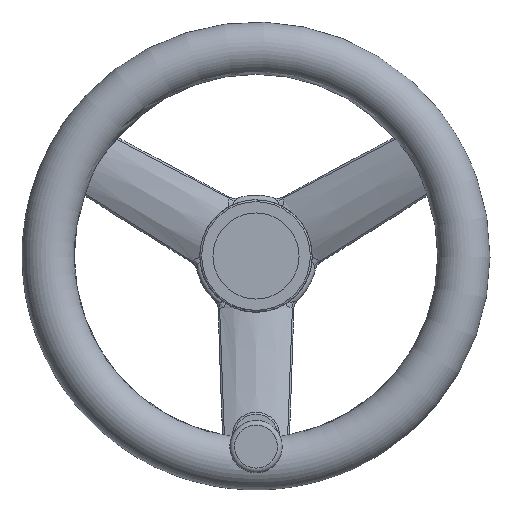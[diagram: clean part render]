
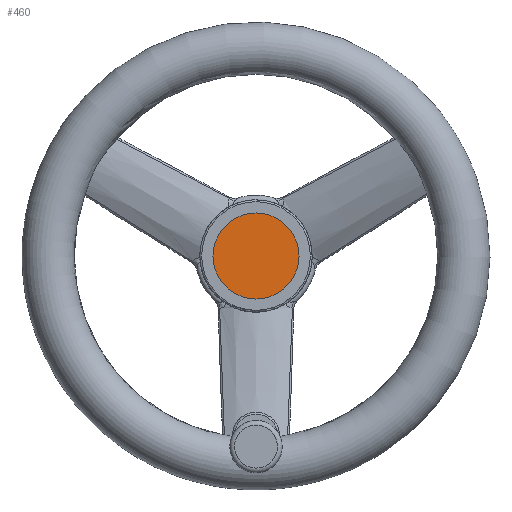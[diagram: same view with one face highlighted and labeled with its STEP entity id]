
A CAD part, top view. The second image highlights one B-rep face of the part: STEP entity #460.
In plain terms, the highlighted planar face has unit normal (0, 0, 1).
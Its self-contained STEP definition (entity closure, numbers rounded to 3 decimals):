
#460 = ADVANCED_FACE( '', ( #1016 ), #1017, .T. );
#1016 = FACE_OUTER_BOUND( '', #3957, .T. );
#1017 = PLANE( '', #3958 );
#3957 = EDGE_LOOP( '', ( #5995 ) );
#3958 = AXIS2_PLACEMENT_3D( '', #5996, #5997, #5998 );
#5995 = ORIENTED_EDGE( '', *, *, #7020, .T. );
#5996 = CARTESIAN_POINT( '', ( 0., 0., 32.12 ) );
#5997 = DIRECTION( '', ( 0., 0., 1. ) );
#5998 = DIRECTION( '', ( 1., 0., 0. ) );
#7020 = EDGE_CURVE( '', #7894, #7894, #7895, .T. );
#7894 = VERTEX_POINT( '', #11895 );
#7895 = CIRCLE( '', #11896, 23. );
#11895 = CARTESIAN_POINT( '', ( 23., 0., 32.12 ) );
#11896 = AXIS2_PLACEMENT_3D( '', #12678, #12679, #12680 );
#12678 = CARTESIAN_POINT( '', ( 0., 0., 32.12 ) );
#12679 = DIRECTION( '', ( 0., 0., 1. ) );
#12680 = DIRECTION( '', ( 1., 0., 0. ) );
